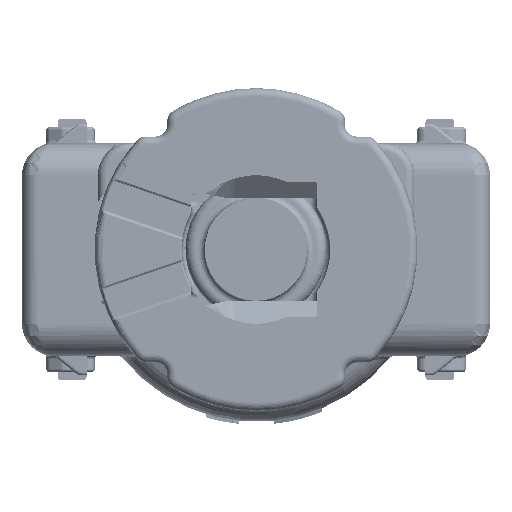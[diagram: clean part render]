
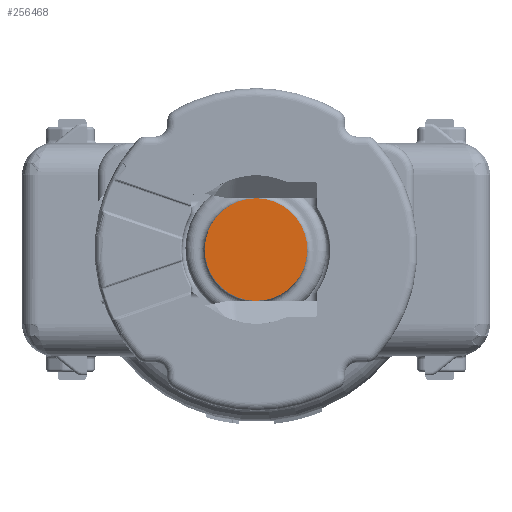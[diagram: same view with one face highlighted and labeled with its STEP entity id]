
A CAD part, left-side view. The second image highlights one B-rep face of the part: STEP entity #256468.
In plain terms, the highlighted planar face has unit normal (-1, 0, 0).
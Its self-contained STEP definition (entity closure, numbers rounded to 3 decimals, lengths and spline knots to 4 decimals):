
#256079=AXIS2_PLACEMENT_3D('Circle Axis2P3D',#256077,#256078,$) ;
#256136=AXIS2_PLACEMENT_3D('Circle Axis2P3D',#256134,#256135,$) ;
#256462=AXIS2_PLACEMENT_3D('Plane Axis2P3D',#256459,#256460,#256461) ;
#256074=CARTESIAN_POINT('Vertex',(-27.725,1.5222,2.7863)) ;
#256077=CARTESIAN_POINT('Axis2P3D Location',(-27.725,0.,0.)) ;
#256081=CARTESIAN_POINT('Vertex',(-27.725,-1.5222,-2.7863)) ;
#256134=CARTESIAN_POINT('Axis2P3D Location',(-27.725,0.,0.)) ;
#256459=CARTESIAN_POINT('Axis2P3D Location',(-27.725,0.,-5.)) ;
#256078=DIRECTION('Axis2P3D Direction',(-1.,0.,0.)) ;
#256135=DIRECTION('Axis2P3D Direction',(-1.,0.,0.)) ;
#256460=DIRECTION('Axis2P3D Direction',(1.,0.,0.)) ;
#256461=DIRECTION('Axis2P3D XDirection',(0.,0.,-1.)) ;
#256465=ORIENTED_EDGE('',*,*,#256083,.T.) ;
#256466=ORIENTED_EDGE('',*,*,#256138,.T.) ;
#256468=ADVANCED_FACE('SAE Male 1/4"',(#256467),#256463,.F.) ;
#256080=CIRCLE('generated circle',#256079,3.175) ;
#256137=CIRCLE('generated circle',#256136,3.175) ;
#256083=EDGE_CURVE('',#256082,#256075,#256080,.T.) ;
#256138=EDGE_CURVE('',#256075,#256082,#256137,.T.) ;
#256464=EDGE_LOOP('',(#256465,#256466)) ;
#256467=FACE_OUTER_BOUND('',#256464,.T.) ;
#256463=PLANE('',#256462) ;
#256075=VERTEX_POINT('',#256074) ;
#256082=VERTEX_POINT('',#256081) ;
